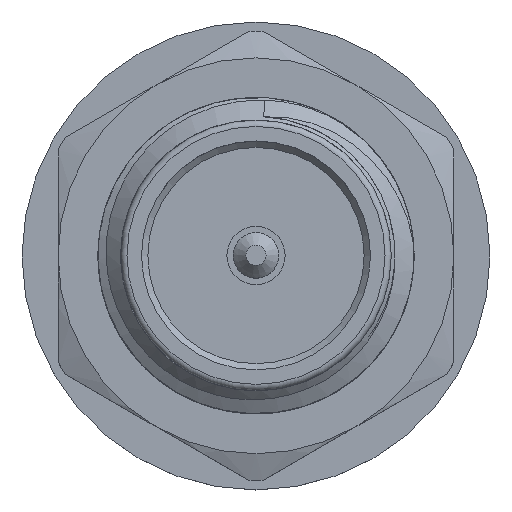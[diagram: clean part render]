
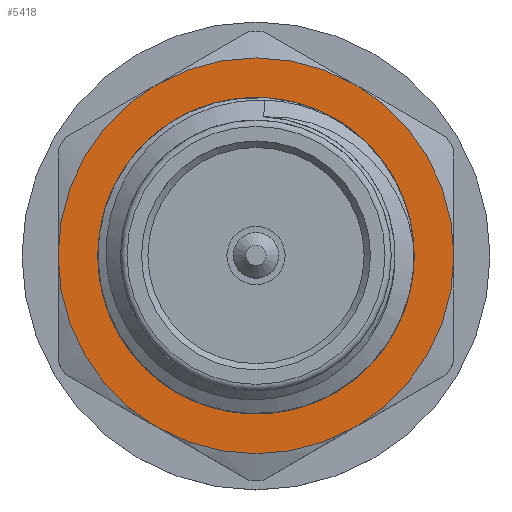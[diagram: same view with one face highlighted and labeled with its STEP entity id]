
A CAD part, top view. The second image highlights one B-rep face of the part: STEP entity #5418.
In plain terms, the highlighted planar face has unit normal (0, 0, 1).
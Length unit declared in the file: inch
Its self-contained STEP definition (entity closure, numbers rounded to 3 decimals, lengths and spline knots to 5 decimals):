
#28 = DIRECTION ( 'NONE',  ( 0., 0., -1. ) ) ;
#51 = VERTEX_POINT ( 'NONE', #1716 ) ;
#92 = EDGE_CURVE ( 'NONE', #3459, #300, #4845, .T. ) ;
#121 = CARTESIAN_POINT ( 'NONE',  ( 0.07269, 0.09813, 0.43463 ) ) ;
#154 = DIRECTION ( 'NONE',  ( 0., 0., 1. ) ) ;
#216 = CIRCLE ( 'NONE', #4673, 0.1565 ) ;
#224 = ORIENTED_EDGE ( 'NONE', *, *, #3922, .T. ) ;
#300 = VERTEX_POINT ( 'NONE', #1953 ) ;
#535 = CARTESIAN_POINT ( 'NONE',  ( -0.09448, 0.07833, 0.43463 ) ) ;
#569 = VERTEX_POINT ( 'NONE', #4923 ) ;
#677 = CIRCLE ( 'NONE', #4258, 0.1565 ) ;
#742 = EDGE_LOOP ( 'NONE', ( #3730, #2574, #224, #1383 ) ) ;
#821 = ORIENTED_EDGE ( 'NONE', *, *, #5040, .T. ) ;
#904 = DIRECTION ( 'NONE',  ( 0., 0., 1. ) ) ;
#910 = DIRECTION ( 'NONE',  ( 0.866, -0.5, 0. ) ) ;
#983 = EDGE_CURVE ( 'NONE', #569, #3763, #7686, .T. ) ;
#1383 = ORIENTED_EDGE ( 'NONE', *, *, #3130, .T. ) ;
#1411 = DIRECTION ( 'NONE',  ( 0., 0., 1. ) ) ;
#1440 = ORIENTED_EDGE ( 'NONE', *, *, #92, .T. ) ;
#1452 = DIRECTION ( 'NONE',  ( 0.866, -0.5, 0. ) ) ;
#1489 = CARTESIAN_POINT ( 'NONE',  ( -0.07825, -0.13553, 0.43463 ) ) ;
#1528 = CIRCLE ( 'NONE', #5978, 0.1565 ) ;
#1584 = CIRCLE ( 'NONE', #7680, 0.1565 ) ;
#1716 = CARTESIAN_POINT ( 'NONE',  ( 0.1565, 0., 0.43463 ) ) ;
#1787 = VERTEX_POINT ( 'NONE', #2618 ) ;
#1790 = CARTESIAN_POINT ( 'NONE',  ( -0.06783, 0.10499, 0.43463 ) ) ;
#1901 = EDGE_LOOP ( 'NONE', ( #821, #6035, #1440, #7398, #3693, #4884 ) ) ;
#1953 = CARTESIAN_POINT ( 'NONE',  ( -0.07825, 0.13553, 0.43463 ) ) ;
#2068 = CIRCLE ( 'NONE', #7263, 0.125 ) ;
#2131 = CARTESIAN_POINT ( 'NONE',  ( -0.06783, 0.10499, 0.43463 ) ) ;
#2153 = DIRECTION ( 'NONE',  ( 0., 0., 1. ) ) ;
#2174 = CARTESIAN_POINT ( 'NONE',  ( 0.07995, 0.09085, 0.43463 ) ) ;
#2256 = EDGE_CURVE ( 'NONE', #300, #4423, #216, .T. ) ;
#2345 = CARTESIAN_POINT ( 'NONE',  ( -0.10323, 0.06457, 0.43463 ) ) ;
#2567 = CARTESIAN_POINT ( 'NONE',  ( 0., 0., 0.43463 ) ) ;
#2574 = ORIENTED_EDGE ( 'NONE', *, *, #983, .T. ) ;
#2618 = CARTESIAN_POINT ( 'NONE',  ( 0.07825, -0.13553, 0.43463 ) ) ;
#2720 = PLANE ( 'NONE',  #4699 ) ;
#2830 = CARTESIAN_POINT ( 'NONE',  ( 0., 0., 0.43463 ) ) ;
#2834 = AXIS2_PLACEMENT_3D ( 'NONE', #3521, #28, #4672 ) ;
#2866 = DIRECTION ( 'NONE',  ( 0.866, -0.5, 0. ) ) ;
#2875 = CARTESIAN_POINT ( 'NONE',  ( -0.10787, 0.05485, 0.43463 ) ) ;
#2918 = VERTEX_POINT ( 'NONE', #1489 ) ;
#2979 = CARTESIAN_POINT ( 'NONE',  ( -0.1565, 0., 0.43463 ) ) ;
#3130 = EDGE_CURVE ( 'NONE', #3473, #3639, #3513, .T. ) ;
#3317 = CARTESIAN_POINT ( 'NONE',  ( 0., 0., 0.43463 ) ) ;
#3349 = DIRECTION ( 'NONE',  ( 0.866, -0.5, 0. ) ) ;
#3459 = VERTEX_POINT ( 'NONE', #7728 ) ;
#3473 = VERTEX_POINT ( 'NONE', #2875 ) ;
#3513 = B_SPLINE_CURVE_WITH_KNOTS ( 'NONE', 3,
 ( #6080, #6001, #2345, #4811, #535, #4219, #3652, #1790 ),
 .UNSPECIFIED., .F., .F.,
 ( 4, 2, 2, 4 ),
 ( 0.00139, 0.0018, 0.00221, 0.00303 ),
 .UNSPECIFIED. ) ;
#3521 = CARTESIAN_POINT ( 'NONE',  ( 0., 0., 0.43463 ) ) ;
#3524 = EDGE_CURVE ( 'NONE', #569, #3639, #2068, .T. ) ;
#3639 = VERTEX_POINT ( 'NONE', #2131 ) ;
#3652 = CARTESIAN_POINT ( 'NONE',  ( -0.0766, 0.0985, 0.43463 ) ) ;
#3693 = ORIENTED_EDGE ( 'NONE', *, *, #7791, .T. ) ;
#3730 = ORIENTED_EDGE ( 'NONE', *, *, #3524, .F. ) ;
#3763 = VERTEX_POINT ( 'NONE', #2174 ) ;
#3826 = AXIS2_PLACEMENT_3D ( 'NONE', #2830, #4108, #2866 ) ;
#3842 = CARTESIAN_POINT ( 'NONE',  ( 0.02715, 0.12202, 0.43463 ) ) ;
#3922 = EDGE_CURVE ( 'NONE', #3763, #3473, #6263, .T. ) ;
#3967 = FACE_OUTER_BOUND ( 'NONE', #1901, .T. ) ;
#4093 = DIRECTION ( 'NONE',  ( 0.866, -0.5, 0. ) ) ;
#4108 = DIRECTION ( 'NONE',  ( 0., 0., 1. ) ) ;
#4219 = CARTESIAN_POINT ( 'NONE',  ( -0.08435, 0.09101, 0.43463 ) ) ;
#4258 = AXIS2_PLACEMENT_3D ( 'NONE', #7563, #2153, #4093 ) ;
#4423 = VERTEX_POINT ( 'NONE', #2979 ) ;
#4473 = CARTESIAN_POINT ( 'NONE',  ( 0.07995, 0.09085, 0.43463 ) ) ;
#4513 = CARTESIAN_POINT ( 'NONE',  ( 0.03717, 0.11913, 0.43463 ) ) ;
#4549 = CARTESIAN_POINT ( 'NONE',  ( 0., 0., 0.43463 ) ) ;
#4672 = DIRECTION ( 'NONE',  ( 0.866, -0.5, 0. ) ) ;
#4673 = AXIS2_PLACEMENT_3D ( 'NONE', #2567, #1411, #1452 ) ;
#4699 = AXIS2_PLACEMENT_3D ( 'NONE', #4549, #7042, #5110 ) ;
#4811 = CARTESIAN_POINT ( 'NONE',  ( -0.09762, 0.07383, 0.43463 ) ) ;
#4845 = CIRCLE ( 'NONE', #3826, 0.1565 ) ;
#4884 = ORIENTED_EDGE ( 'NONE', *, *, #7006, .T. ) ;
#4923 = CARTESIAN_POINT ( 'NONE',  ( 0.02715, 0.12202, 0.43463 ) ) ;
#5027 = DIRECTION ( 'NONE',  ( 0.866, -0.5, 0. ) ) ;
#5040 = EDGE_CURVE ( 'NONE', #1787, #51, #7618, .T. ) ;
#5110 = DIRECTION ( 'NONE',  ( 0.866, -0.5, 0. ) ) ;
#5180 = CARTESIAN_POINT ( 'NONE',  ( 0., 0., 0.43463 ) ) ;
#5275 = DIRECTION ( 'NONE',  ( 0., 0., 1. ) ) ;
#5418 = ADVANCED_FACE ( 'NONE', ( #3967, #6965 ), #2720, .T. ) ;
#5737 = DIRECTION ( 'NONE',  ( 0., 0., 1. ) ) ;
#5869 = CARTESIAN_POINT ( 'NONE',  ( 0., 0., 0.43463 ) ) ;
#5978 = AXIS2_PLACEMENT_3D ( 'NONE', #7362, #154, #5027 ) ;
#5982 = AXIS2_PLACEMENT_3D ( 'NONE', #5869, #5275, #7696 ) ;
#6001 = CARTESIAN_POINT ( 'NONE',  ( -0.10572, 0.05979, 0.43463 ) ) ;
#6035 = ORIENTED_EDGE ( 'NONE', *, *, #7846, .T. ) ;
#6080 = CARTESIAN_POINT ( 'NONE',  ( -0.10787, 0.05485, 0.43463 ) ) ;
#6263 = CIRCLE ( 'NONE', #2834, 0.12102 ) ;
#6965 = FACE_BOUND ( 'NONE', #742, .T. ) ;
#7006 = EDGE_CURVE ( 'NONE', #2918, #1787, #1528, .T. ) ;
#7042 = DIRECTION ( 'NONE',  ( 0., 0., 1. ) ) ;
#7263 = AXIS2_PLACEMENT_3D ( 'NONE', #3317, #5737, #910 ) ;
#7362 = CARTESIAN_POINT ( 'NONE',  ( 0., 0., 0.43463 ) ) ;
#7398 = ORIENTED_EDGE ( 'NONE', *, *, #2256, .T. ) ;
#7455 = CARTESIAN_POINT ( 'NONE',  ( 0.06438, 0.10457, 0.43463 ) ) ;
#7537 = CARTESIAN_POINT ( 'NONE',  ( 0.04661, 0.11505, 0.43463 ) ) ;
#7563 = CARTESIAN_POINT ( 'NONE',  ( 0., 0., 0.43463 ) ) ;
#7618 = CIRCLE ( 'NONE', #5982, 0.1565 ) ;
#7680 = AXIS2_PLACEMENT_3D ( 'NONE', #5180, #904, #3349 ) ;
#7686 = B_SPLINE_CURVE_WITH_KNOTS ( 'NONE', 3,
 ( #3842, #4513, #7537, #7455, #121, #4473 ),
 .UNSPECIFIED., .F., .F.,
 ( 4, 2, 4 ),
 ( 0., 0.00078, 0.00157 ),
 .UNSPECIFIED. ) ;
#7696 = DIRECTION ( 'NONE',  ( 0.866, -0.5, 0. ) ) ;
#7728 = CARTESIAN_POINT ( 'NONE',  ( 0.07825, 0.13553, 0.43463 ) ) ;
#7791 = EDGE_CURVE ( 'NONE', #4423, #2918, #1584, .T. ) ;
#7846 = EDGE_CURVE ( 'NONE', #51, #3459, #677, .T. ) ;
